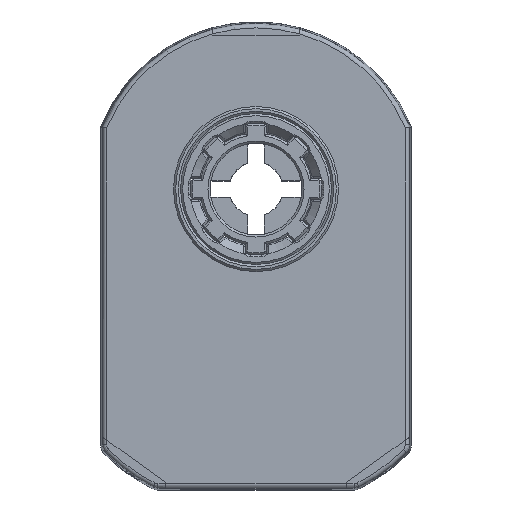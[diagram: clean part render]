
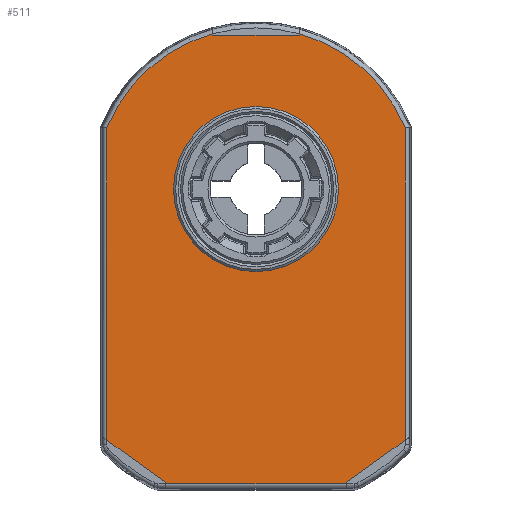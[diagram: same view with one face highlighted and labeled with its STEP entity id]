
A CAD part, top view. The second image highlights one B-rep face of the part: STEP entity #511.
In plain terms, the highlighted planar face has unit normal (0, 0, 1).
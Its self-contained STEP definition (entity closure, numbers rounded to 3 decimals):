
#215 = VERTEX_POINT('',#216);
#216 = CARTESIAN_POINT('',(-8.375,-27.18,6.5));
#222 = EDGE_CURVE('',#215,#223,#225,.T.);
#223 = VERTEX_POINT('',#224);
#224 = CARTESIAN_POINT('',(-13.825,-23.281,6.5));
#225 = LINE('',#226,#227);
#226 = CARTESIAN_POINT('',(-8.375,-27.18,6.5));
#227 = VECTOR('',#228,1.);
#228 = DIRECTION('',(-0.813,0.582,0.));
#350 = VERTEX_POINT('',#351);
#351 = CARTESIAN_POINT('',(-13.825,5.663,6.5));
#366 = EDGE_CURVE('',#350,#223,#367,.T.);
#367 = LINE('',#368,#369);
#368 = CARTESIAN_POINT('',(-13.825,5.74,6.5));
#369 = VECTOR('',#370,1.);
#370 = DIRECTION('',(0.,-1.,0.));
#511 = ADVANCED_FACE('',(#512,#596),#607,.T.);
#512 = FACE_BOUND('',#513,.T.);
#513 = EDGE_LOOP('',(#514,#524,#532,#540,#549,#557,#565,#573,#580,#581,
    #582,#590));
#514 = ORIENTED_EDGE('',*,*,#515,.T.);
#515 = EDGE_CURVE('',#516,#518,#520,.T.);
#516 = VERTEX_POINT('',#517);
#517 = CARTESIAN_POINT('',(8.375,-27.32,6.5));
#518 = VERTEX_POINT('',#519);
#519 = CARTESIAN_POINT('',(8.375,-27.18,6.5));
#520 = LINE('',#521,#522);
#521 = CARTESIAN_POINT('',(8.375,-27.88,6.5));
#522 = VECTOR('',#523,1.);
#523 = DIRECTION('',(0.,1.,0.));
#524 = ORIENTED_EDGE('',*,*,#525,.T.);
#525 = EDGE_CURVE('',#518,#526,#528,.T.);
#526 = VERTEX_POINT('',#527);
#527 = CARTESIAN_POINT('',(13.825,-23.281,6.5));
#528 = LINE('',#529,#530);
#529 = CARTESIAN_POINT('',(8.375,-27.18,6.5));
#530 = VECTOR('',#531,1.);
#531 = DIRECTION('',(0.813,0.582,0.));
#532 = ORIENTED_EDGE('',*,*,#533,.T.);
#533 = EDGE_CURVE('',#526,#534,#536,.T.);
#534 = VERTEX_POINT('',#535);
#535 = CARTESIAN_POINT('',(13.825,5.663,6.5));
#536 = LINE('',#537,#538);
#537 = CARTESIAN_POINT('',(13.825,-23.002,6.5));
#538 = VECTOR('',#539,1.);
#539 = DIRECTION('',(0.,1.,0.));
#540 = ORIENTED_EDGE('',*,*,#541,.T.);
#541 = EDGE_CURVE('',#534,#542,#544,.T.);
#542 = VERTEX_POINT('',#543);
#543 = CARTESIAN_POINT('',(4.,14.395,6.5));
#544 = CIRCLE('',#545,14.94);
#545 = AXIS2_PLACEMENT_3D('',#546,#547,#548);
#546 = CARTESIAN_POINT('',(0.,0.,6.5));
#547 = DIRECTION('',(0.,-0.,1.));
#548 = DIRECTION('',(0.927,0.374,0.));
#549 = ORIENTED_EDGE('',*,*,#550,.F.);
#550 = EDGE_CURVE('',#551,#542,#553,.T.);
#551 = VERTEX_POINT('',#552);
#552 = CARTESIAN_POINT('',(4.,14.275,6.5));
#553 = LINE('',#554,#555);
#554 = CARTESIAN_POINT('',(4.,14.275,6.5));
#555 = VECTOR('',#556,1.);
#556 = DIRECTION('',(0.,1.,0.));
#557 = ORIENTED_EDGE('',*,*,#558,.F.);
#558 = EDGE_CURVE('',#559,#551,#561,.T.);
#559 = VERTEX_POINT('',#560);
#560 = CARTESIAN_POINT('',(-4.,14.275,6.5));
#561 = LINE('',#562,#563);
#562 = CARTESIAN_POINT('',(-4.,14.275,6.5));
#563 = VECTOR('',#564,1.);
#564 = DIRECTION('',(1.,0.,0.));
#565 = ORIENTED_EDGE('',*,*,#566,.F.);
#566 = EDGE_CURVE('',#567,#559,#569,.T.);
#567 = VERTEX_POINT('',#568);
#568 = CARTESIAN_POINT('',(-4.,14.395,6.5));
#569 = LINE('',#570,#571);
#570 = CARTESIAN_POINT('',(-4.,14.975,6.5));
#571 = VECTOR('',#572,1.);
#572 = DIRECTION('',(0.,-1.,0.));
#573 = ORIENTED_EDGE('',*,*,#574,.T.);
#574 = EDGE_CURVE('',#567,#350,#575,.T.);
#575 = CIRCLE('',#576,14.94);
#576 = AXIS2_PLACEMENT_3D('',#577,#578,#579);
#577 = CARTESIAN_POINT('',(0.,0.,6.5));
#578 = DIRECTION('',(0.,0.,1.));
#579 = DIRECTION('',(-0.261,0.965,0.));
#580 = ORIENTED_EDGE('',*,*,#366,.T.);
#581 = ORIENTED_EDGE('',*,*,#222,.F.);
#582 = ORIENTED_EDGE('',*,*,#583,.F.);
#583 = EDGE_CURVE('',#584,#215,#586,.T.);
#584 = VERTEX_POINT('',#585);
#585 = CARTESIAN_POINT('',(-8.375,-27.32,6.5));
#586 = LINE('',#587,#588);
#587 = CARTESIAN_POINT('',(-8.375,-27.88,6.5));
#588 = VECTOR('',#589,1.);
#589 = DIRECTION('',(0.,1.,0.));
#590 = ORIENTED_EDGE('',*,*,#591,.T.);
#591 = EDGE_CURVE('',#584,#516,#592,.T.);
#592 = LINE('',#593,#594);
#593 = CARTESIAN_POINT('',(-8.375,-27.32,6.5));
#594 = VECTOR('',#595,1.);
#595 = DIRECTION('',(1.,0.,0.));
#596 = FACE_BOUND('',#597,.F.);
#597 = EDGE_LOOP('',(#598));
#598 = ORIENTED_EDGE('',*,*,#599,.T.);
#599 = EDGE_CURVE('',#600,#600,#602,.T.);
#600 = VERTEX_POINT('',#601);
#601 = CARTESIAN_POINT('',(7.65,0.,6.5));
#602 = CIRCLE('',#603,7.65);
#603 = AXIS2_PLACEMENT_3D('',#604,#605,#606);
#604 = CARTESIAN_POINT('',(0.,0.,6.5));
#605 = DIRECTION('',(0.,0.,1.));
#606 = DIRECTION('',(1.,0.,0.));
#607 = PLANE('',#608);
#608 = AXIS2_PLACEMENT_3D('',#609,#610,#611);
#609 = CARTESIAN_POINT('',(0.,-5.432,6.5));
#610 = DIRECTION('',(0.,0.,1.));
#611 = DIRECTION('',(1.,0.,0.));
